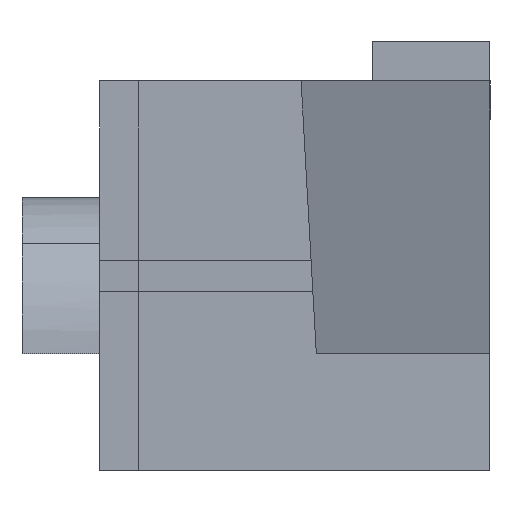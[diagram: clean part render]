
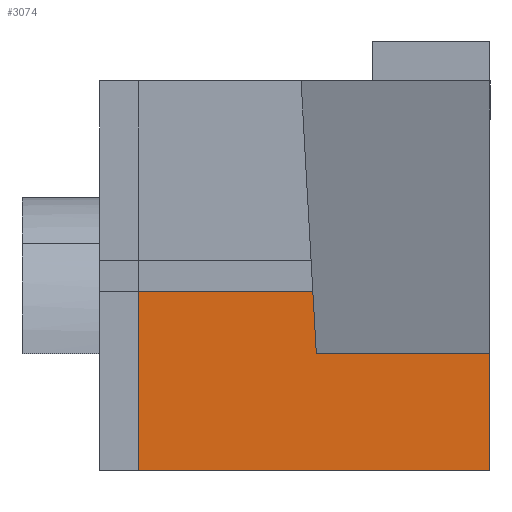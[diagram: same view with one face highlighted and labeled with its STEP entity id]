
A CAD part, left-side view. The second image highlights one B-rep face of the part: STEP entity #3074.
In plain terms, the highlighted planar face has unit normal (-1, 0, 0).
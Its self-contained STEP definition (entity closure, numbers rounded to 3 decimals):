
#640 = FACE_OUTER_BOUND ( 'NONE', #2167, .T. ) ;
#1216 = VERTEX_POINT ( 'NONE', #5418 ) ;
#1339 = CARTESIAN_POINT ( 'NONE',  ( 148.721, 0., -27. ) ) ;
#1612 = VERTEX_POINT ( 'NONE', #6957 ) ;
#2167 = EDGE_LOOP ( 'NONE', ( #9928, #10630, #5744, #10424 ) ) ;
#3074 = ADVANCED_FACE ( 'NONE', ( #640 ), #6114, .T. ) ;
#3101 = VECTOR ( 'NONE', #8625, 1000. ) ;
#4575 = CARTESIAN_POINT ( 'NONE',  ( 148.721, 0., -50. ) ) ;
#4628 = DIRECTION ( 'NONE',  ( 0., -1., 0. ) ) ;
#5418 = CARTESIAN_POINT ( 'NONE',  ( 148.721, 0., -50. ) ) ;
#5448 = CARTESIAN_POINT ( 'NONE',  ( 148.721, 0., -50. ) ) ;
#5593 = VECTOR ( 'NONE', #6609, 1000. ) ;
#5744 = ORIENTED_EDGE ( 'NONE', *, *, #8191, .T. ) ;
#5851 = EDGE_CURVE ( 'NONE', #1216, #13142, #7984, .T. ) ;
#6017 = CARTESIAN_POINT ( 'NONE',  ( 148.721, 45., -27. ) ) ;
#6114 = PLANE ( 'NONE',  #9789 ) ;
#6184 = CARTESIAN_POINT ( 'NONE',  ( 148.721, 0., -50. ) ) ;
#6609 = DIRECTION ( 'NONE',  ( 0., 0., 1. ) ) ;
#6909 = EDGE_CURVE ( 'NONE', #9455, #13142, #11296, .T. ) ;
#6957 = CARTESIAN_POINT ( 'NONE',  ( 148.721, 45., -50. ) ) ;
#7695 = LINE ( 'NONE', #5448, #3101 ) ;
#7984 = LINE ( 'NONE', #4575, #5593 ) ;
#8191 = EDGE_CURVE ( 'NONE', #1612, #1216, #7695, .T. ) ;
#8625 = DIRECTION ( 'NONE',  ( 0., -1., 0. ) ) ;
#8813 = LINE ( 'NONE', #13191, #9532 ) ;
#8887 = CARTESIAN_POINT ( 'NONE',  ( 148.721, 0., -27. ) ) ;
#9433 = DIRECTION ( 'NONE',  ( 0., 0., 1. ) ) ;
#9455 = VERTEX_POINT ( 'NONE', #6017 ) ;
#9532 = VECTOR ( 'NONE', #12094, 1000. ) ;
#9789 = AXIS2_PLACEMENT_3D ( 'NONE', #6184, #12790, #9433 ) ;
#9928 = ORIENTED_EDGE ( 'NONE', *, *, #6909, .F. ) ;
#10424 = ORIENTED_EDGE ( 'NONE', *, *, #5851, .T. ) ;
#10630 = ORIENTED_EDGE ( 'NONE', *, *, #13201, .F. ) ;
#11296 = LINE ( 'NONE', #1339, #12617 ) ;
#12094 = DIRECTION ( 'NONE',  ( 0., 0., 1. ) ) ;
#12617 = VECTOR ( 'NONE', #4628, 1000. ) ;
#12790 = DIRECTION ( 'NONE',  ( -1., 0., 0. ) ) ;
#13142 = VERTEX_POINT ( 'NONE', #8887 ) ;
#13191 = CARTESIAN_POINT ( 'NONE',  ( 148.721, 45., -50. ) ) ;
#13201 = EDGE_CURVE ( 'NONE', #1612, #9455, #8813, .T. ) ;
